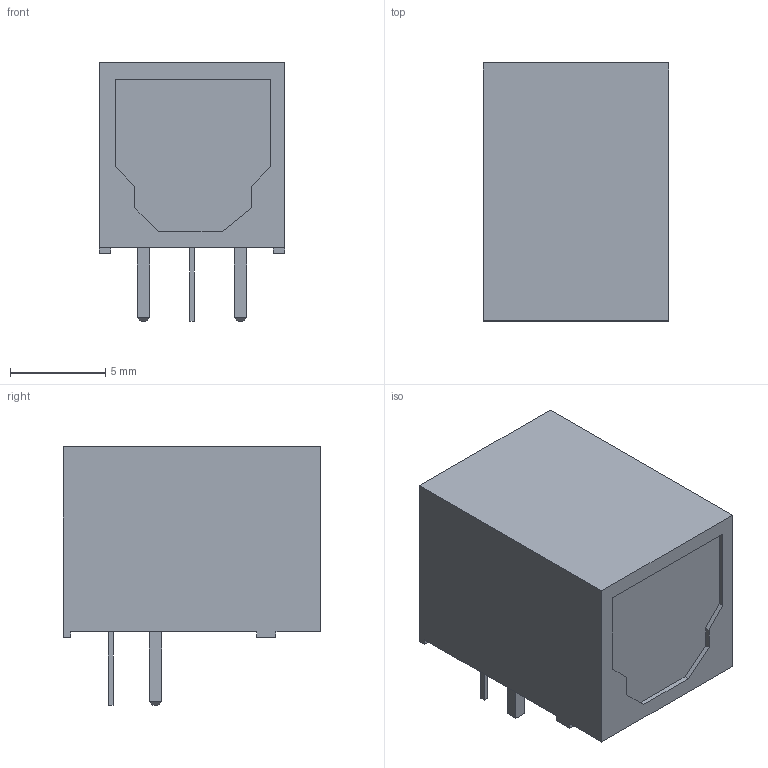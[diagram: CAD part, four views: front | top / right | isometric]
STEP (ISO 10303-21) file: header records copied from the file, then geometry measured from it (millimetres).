
FILE_DESCRIPTION(('FreeCAD Model'),'2;1');
FILE_NAME('Open CASCADE Shape Model','2025-10-09T18:35:08',(''),(''), 'Open CASCADE STEP processor 7.8','FreeCAD','Unknown');
FILE_SCHEMA(('AUTOMOTIVE_DESIGN { 1 0 10303 214 1 1 1 1 }'));
Length unit declared in the file: millimetre
Products named in the file (1): PLx237_Model
Bounding box: 9.7 x 13.5 x 13.55 mm (x, y, z)
Volume: 756.7 mm3; surface area: 1127.1 mm2
Topology: 1 solids, 2 shells, 76 faces, 190 edges, 124 vertices
Faces by surface type: plane 76
Entity records: 2917 total; most frequent: CARTESIAN_POINT 391, ORIENTED_EDGE 380, DIRECTION 344, EDGE_CURVE 190, LINE 190, VECTOR 190, VERTEX_POINT 124, FACE_BOUND 82
